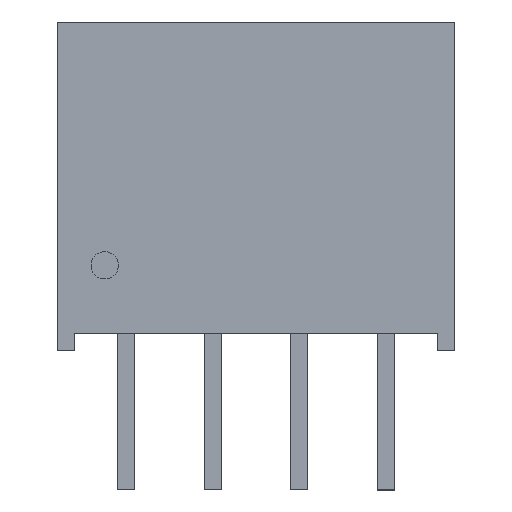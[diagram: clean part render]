
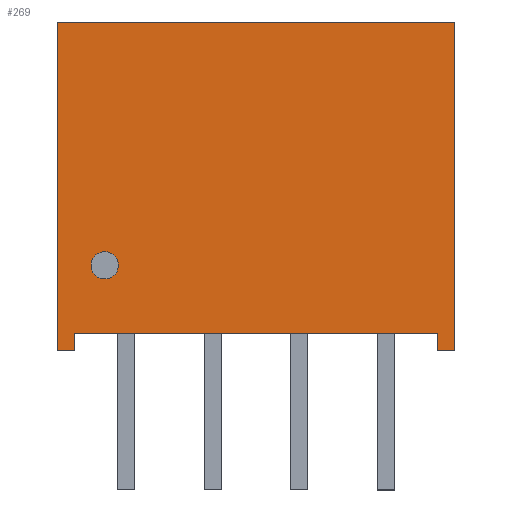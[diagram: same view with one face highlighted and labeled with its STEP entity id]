
A CAD part, top view. The second image highlights one B-rep face of the part: STEP entity #269.
In plain terms, the highlighted planar face has unit normal (0, 0, 1).
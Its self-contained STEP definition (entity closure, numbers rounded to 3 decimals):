
#20 = AXIS2_PLACEMENT_3D ( 'NONE', #67, #166, #787 ) ;
#28 = VERTEX_POINT ( 'NONE', #684 ) ;
#30 = EDGE_CURVE ( 'NONE', #1082, #362, #485, .T. ) ;
#32 = EDGE_LOOP ( 'NONE', ( #1113, #745 ) ) ;
#55 = DIRECTION ( 'NONE',  ( 0., 1., 0. ) ) ;
#57 = DIRECTION ( 'NONE',  ( 1., 0., 0. ) ) ;
#61 = CIRCLE ( 'NONE', #913, 0.4 ) ;
#67 = CARTESIAN_POINT ( 'NONE',  ( -4.445, 2.5, 0.9 ) ) ;
#85 = ORIENTED_EDGE ( 'NONE', *, *, #1110, .T. ) ;
#88 = DIRECTION ( 'NONE',  ( 0., 0., -1. ) ) ;
#98 = CARTESIAN_POINT ( 'NONE',  ( -5.34, 0., 0.9 ) ) ;
#99 = DIRECTION ( 'NONE',  ( 0., -1., 0. ) ) ;
#107 = LINE ( 'NONE', #1070, #823 ) ;
#126 = VERTEX_POINT ( 'NONE', #693 ) ;
#145 = EDGE_CURVE ( 'NONE', #761, #860, #995, .T. ) ;
#155 = ORIENTED_EDGE ( 'NONE', *, *, #364, .T. ) ;
#166 = DIRECTION ( 'NONE',  ( 0., 0., 1. ) ) ;
#180 = EDGE_CURVE ( 'NONE', #860, #761, #61, .T. ) ;
#184 = PLANE ( 'NONE',  #858 ) ;
#190 = CARTESIAN_POINT ( 'NONE',  ( -5.34, 0., 0.9 ) ) ;
#200 = VERTEX_POINT ( 'NONE', #874 ) ;
#244 = EDGE_CURVE ( 'NONE', #833, #126, #1064, .T. ) ;
#249 = ORIENTED_EDGE ( 'NONE', *, *, #30, .T. ) ;
#259 = VECTOR ( 'NONE', #1002, 1000. ) ;
#269 = ADVANCED_FACE ( 'NONE', ( #558, #285 ), #184, .F. ) ;
#279 = DIRECTION ( 'NONE',  ( -1., 0., 0. ) ) ;
#285 = FACE_OUTER_BOUND ( 'NONE', #434, .T. ) ;
#290 = DIRECTION ( 'NONE',  ( -1., 0., 0. ) ) ;
#311 = ORIENTED_EDGE ( 'NONE', *, *, #244, .T. ) ;
#362 = VERTEX_POINT ( 'NONE', #1173 ) ;
#364 = EDGE_CURVE ( 'NONE', #200, #28, #400, .T. ) ;
#368 = CARTESIAN_POINT ( 'NONE',  ( 0., 0., 0.9 ) ) ;
#375 = LINE ( 'NONE', #826, #1061 ) ;
#386 = CARTESIAN_POINT ( 'NONE',  ( 5.34, 0.5, 0.9 ) ) ;
#389 = EDGE_CURVE ( 'NONE', #555, #833, #1017, .T. ) ;
#400 = LINE ( 'NONE', #566, #739 ) ;
#406 = EDGE_CURVE ( 'NONE', #126, #200, #495, .T. ) ;
#434 = EDGE_LOOP ( 'NONE', ( #311, #476, #155, #577, #249, #85, #772, #943 ) ) ;
#476 = ORIENTED_EDGE ( 'NONE', *, *, #406, .T. ) ;
#485 = LINE ( 'NONE', #1063, #1045 ) ;
#495 = LINE ( 'NONE', #386, #981 ) ;
#554 = CARTESIAN_POINT ( 'NONE',  ( -5.84, 0., 0.9 ) ) ;
#555 = VERTEX_POINT ( 'NONE', #842 ) ;
#558 = FACE_BOUND ( 'NONE', #32, .T. ) ;
#559 = DIRECTION ( 'NONE',  ( 1., 0., 0. ) ) ;
#566 = CARTESIAN_POINT ( 'NONE',  ( 5.34, 0.5, 0.9 ) ) ;
#570 = LINE ( 'NONE', #554, #259 ) ;
#577 = ORIENTED_EDGE ( 'NONE', *, *, #703, .T. ) ;
#624 = DIRECTION ( 'NONE',  ( 1., 0., 0. ) ) ;
#684 = CARTESIAN_POINT ( 'NONE',  ( 5.34, 0., 0.9 ) ) ;
#693 = CARTESIAN_POINT ( 'NONE',  ( -5.34, 0.5, 0.9 ) ) ;
#701 = CARTESIAN_POINT ( 'NONE',  ( -5.84, 9.65, 0.9 ) ) ;
#703 = EDGE_CURVE ( 'NONE', #28, #1082, #107, .T. ) ;
#736 = DIRECTION ( 'NONE',  ( 1., 0., 0. ) ) ;
#739 = VECTOR ( 'NONE', #99, 1000. ) ;
#745 = ORIENTED_EDGE ( 'NONE', *, *, #180, .F. ) ;
#758 = VERTEX_POINT ( 'NONE', #701 ) ;
#761 = VERTEX_POINT ( 'NONE', #888 ) ;
#772 = ORIENTED_EDGE ( 'NONE', *, *, #1069, .T. ) ;
#787 = DIRECTION ( 'NONE',  ( 1., 0., 0. ) ) ;
#799 = CARTESIAN_POINT ( 'NONE',  ( -5.34, 0.5, 0.9 ) ) ;
#803 = CARTESIAN_POINT ( 'NONE',  ( -4.845, 2.5, 0.9 ) ) ;
#823 = VECTOR ( 'NONE', #57, 1000. ) ;
#826 = CARTESIAN_POINT ( 'NONE',  ( -5.84, 9.65, 0.9 ) ) ;
#829 = VECTOR ( 'NONE', #889, 1000. ) ;
#833 = VERTEX_POINT ( 'NONE', #98 ) ;
#842 = CARTESIAN_POINT ( 'NONE',  ( -5.84, 0., 0.9 ) ) ;
#858 = AXIS2_PLACEMENT_3D ( 'NONE', #368, #88, #279 ) ;
#860 = VERTEX_POINT ( 'NONE', #803 ) ;
#874 = CARTESIAN_POINT ( 'NONE',  ( 5.34, 0.5, 0.9 ) ) ;
#888 = CARTESIAN_POINT ( 'NONE',  ( -4.045, 2.5, 0.9 ) ) ;
#889 = DIRECTION ( 'NONE',  ( 0., 1., 0. ) ) ;
#901 = CARTESIAN_POINT ( 'NONE',  ( -4.445, 2.5, 0.9 ) ) ;
#913 = AXIS2_PLACEMENT_3D ( 'NONE', #901, #979, #624 ) ;
#943 = ORIENTED_EDGE ( 'NONE', *, *, #389, .T. ) ;
#979 = DIRECTION ( 'NONE',  ( 0., 0., 1. ) ) ;
#981 = VECTOR ( 'NONE', #559, 1000. ) ;
#995 = CIRCLE ( 'NONE', #20, 0.4 ) ;
#1002 = DIRECTION ( 'NONE',  ( 0., -1., 0. ) ) ;
#1017 = LINE ( 'NONE', #190, #1162 ) ;
#1045 = VECTOR ( 'NONE', #55, 1000. ) ;
#1061 = VECTOR ( 'NONE', #290, 1000. ) ;
#1063 = CARTESIAN_POINT ( 'NONE',  ( 5.84, 0., 0.9 ) ) ;
#1064 = LINE ( 'NONE', #799, #829 ) ;
#1069 = EDGE_CURVE ( 'NONE', #758, #555, #570, .T. ) ;
#1070 = CARTESIAN_POINT ( 'NONE',  ( 5.34, 0., 0.9 ) ) ;
#1082 = VERTEX_POINT ( 'NONE', #1175 ) ;
#1110 = EDGE_CURVE ( 'NONE', #362, #758, #375, .T. ) ;
#1113 = ORIENTED_EDGE ( 'NONE', *, *, #145, .F. ) ;
#1162 = VECTOR ( 'NONE', #736, 1000. ) ;
#1173 = CARTESIAN_POINT ( 'NONE',  ( 5.84, 9.65, 0.9 ) ) ;
#1175 = CARTESIAN_POINT ( 'NONE',  ( 5.84, 0., 0.9 ) ) ;
